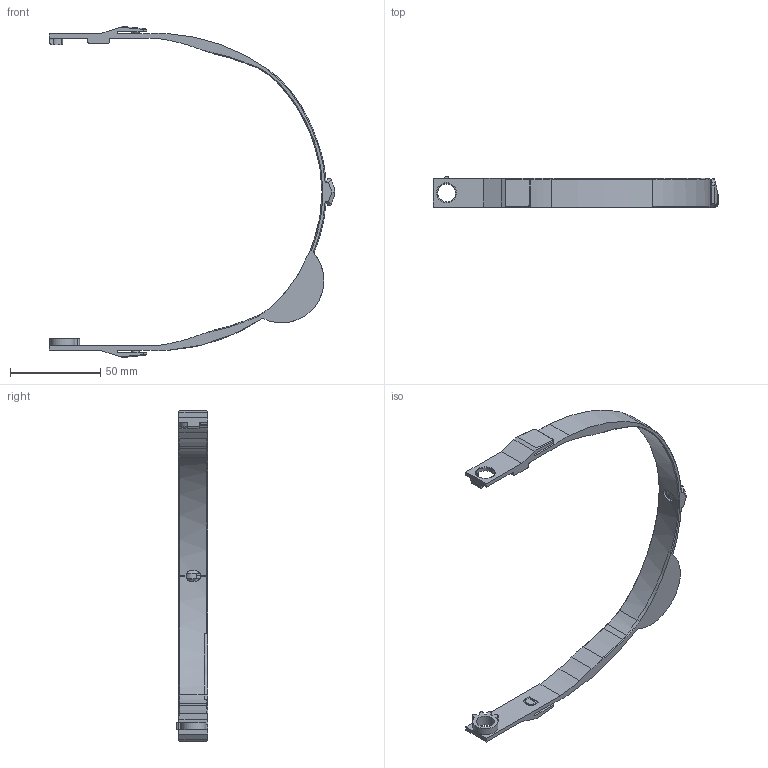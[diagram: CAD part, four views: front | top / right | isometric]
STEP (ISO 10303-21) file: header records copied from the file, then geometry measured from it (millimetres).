
FILE_DESCRIPTION(/* description */ ('Unknown'),/* implementation_level */ '2;1');
FILE_NAME(/* name */ 'facemack_movil v5',/* time_stamp */ '2020-07-26T17:36:10-04:00',/* author */ ('Unknown'),/* organization */ ('Unknown'),/* preprocessor_version */ 'ST-DEVELOPER v16.7',/* originating_system */ 'DEX',/* authorisation */ $);
FILE_SCHEMA (('AUTOMOTIVE_DESIGN {1 0 10303 214 3 1 1}'));
Length unit declared in the file: millimetre
Products named in the file (1): facemack_movil v5
Bounding box: 157.74 x 17.41 x 183.34 mm (x, y, z)
Volume: 23358.9 mm3; surface area: 18567.8 mm2
Topology: 1 solids, 3 shells, 258 faces, 673 edges, 424 vertices
Faces by surface type: plane 100, cylinder 65, bspline 63, torus 16, cone 12, sphere 2
Full cylindrical faces by diameter (mm): 3.172 x2, 4 x2, 10 x2, 11 x2
Entity records: 11786 total; most frequent: CARTESIAN_POINT 4099, ORIENTED_EDGE 1296, DIRECTION 1063, EDGE_CURVE 648, VERTEX_POINT 417, AXIS2_PLACEMENT_3D 375, LINE 313, VECTOR 313
